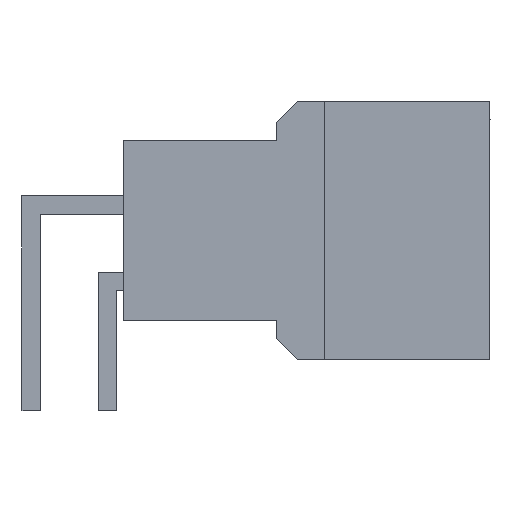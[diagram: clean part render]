
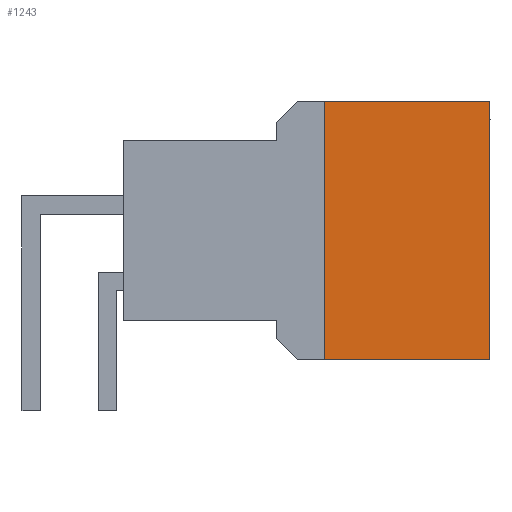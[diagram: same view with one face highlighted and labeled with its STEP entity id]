
A CAD part, left-side view. The second image highlights one B-rep face of the part: STEP entity #1243.
In plain terms, the highlighted planar face has unit normal (-1, 0, 0).
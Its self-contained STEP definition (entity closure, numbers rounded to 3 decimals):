
#236 = DIRECTION ( 'NONE',  ( 0., 1., 0. ) ) ;
#335 = DIRECTION ( 'NONE',  ( 0., -1., 0. ) ) ;
#369 = VECTOR ( 'NONE', #12973, 1000. ) ;
#436 = EDGE_CURVE ( 'NONE', #3813, #12536, #13193, .T. ) ;
#1128 = DIRECTION ( 'NONE',  ( 1., 0., 0. ) ) ;
#1243 = ADVANCED_FACE ( 'NONE', ( #16481 ), #23766, .F. ) ;
#1884 = ORIENTED_EDGE ( 'NONE', *, *, #22714, .F. ) ;
#2204 = EDGE_CURVE ( 'NONE', #9695, #11249, #3551, .T. ) ;
#2572 = CARTESIAN_POINT ( 'NONE',  ( -44., -6.1, -2.5 ) ) ;
#3438 = EDGE_CURVE ( 'NONE', #13730, #21507, #5543, .T. ) ;
#3451 = VERTEX_POINT ( 'NONE', #9251 ) ;
#3471 = VECTOR ( 'NONE', #13201, 1000. ) ;
#3551 = LINE ( 'NONE', #16433, #3471 ) ;
#3813 = VERTEX_POINT ( 'NONE', #15203 ) ;
#4442 = ORIENTED_EDGE ( 'NONE', *, *, #10782, .F. ) ;
#5380 = DIRECTION ( 'NONE',  ( 0., -1., 0. ) ) ;
#5543 = LINE ( 'NONE', #6947, #369 ) ;
#5667 = EDGE_CURVE ( 'NONE', #11249, #3451, #7910, .T. ) ;
#6947 = CARTESIAN_POINT ( 'NONE',  ( -44., -0.6, 4.3 ) ) ;
#6994 = ORIENTED_EDGE ( 'NONE', *, *, #436, .T. ) ;
#7048 = CARTESIAN_POINT ( 'NONE',  ( -44., 1.4, 1.312 ) ) ;
#7348 = EDGE_CURVE ( 'NONE', #9695, #3813, #18709, .T. ) ;
#7366 = LINE ( 'NONE', #12810, #9809 ) ;
#7910 = LINE ( 'NONE', #2572, #15230 ) ;
#8354 = VERTEX_POINT ( 'NONE', #7048 ) ;
#8819 = CARTESIAN_POINT ( 'NONE',  ( -44., -0.6, 4.3 ) ) ;
#8852 = VECTOR ( 'NONE', #11158, 1000. ) ;
#9251 = CARTESIAN_POINT ( 'NONE',  ( -44., 1.4, -2.5 ) ) ;
#9297 = CARTESIAN_POINT ( 'NONE',  ( -44., 0., -4.3 ) ) ;
#9481 = DIRECTION ( 'NONE',  ( 0., 0., 1. ) ) ;
#9582 = CARTESIAN_POINT ( 'NONE',  ( -44., -0.6, -4.3 ) ) ;
#9695 = VERTEX_POINT ( 'NONE', #9582 ) ;
#9735 = LINE ( 'NONE', #16938, #11915 ) ;
#9809 = VECTOR ( 'NONE', #24435, 1000. ) ;
#9815 = AXIS2_PLACEMENT_3D ( 'NONE', #18214, #1128, #20198 ) ;
#9817 = ORIENTED_EDGE ( 'NONE', *, *, #5667, .F. ) ;
#10782 = EDGE_CURVE ( 'NONE', #3451, #8354, #7366, .T. ) ;
#11081 = ORIENTED_EDGE ( 'NONE', *, *, #16739, .F. ) ;
#11158 = DIRECTION ( 'NONE',  ( 0., -1., 0. ) ) ;
#11193 = CARTESIAN_POINT ( 'NONE',  ( -44., -6.1, 1.312 ) ) ;
#11249 = VERTEX_POINT ( 'NONE', #16874 ) ;
#11915 = VECTOR ( 'NONE', #335, 1000. ) ;
#12536 = VERTEX_POINT ( 'NONE', #21674 ) ;
#12810 = CARTESIAN_POINT ( 'NONE',  ( -44., 1.4, 4.3 ) ) ;
#12973 = DIRECTION ( 'NONE',  ( 0., 0., 1. ) ) ;
#13193 = LINE ( 'NONE', #20754, #23998 ) ;
#13201 = DIRECTION ( 'NONE',  ( 0., 0., 1. ) ) ;
#13262 = ORIENTED_EDGE ( 'NONE', *, *, #3438, .F. ) ;
#13730 = VERTEX_POINT ( 'NONE', #20588 ) ;
#15203 = CARTESIAN_POINT ( 'NONE',  ( -44., -6.1, -4.3 ) ) ;
#15230 = VECTOR ( 'NONE', #236, 1000. ) ;
#16433 = CARTESIAN_POINT ( 'NONE',  ( -44., -0.6, 4.3 ) ) ;
#16481 = FACE_OUTER_BOUND ( 'NONE', #17063, .T. ) ;
#16739 = EDGE_CURVE ( 'NONE', #21507, #12536, #9735, .T. ) ;
#16874 = CARTESIAN_POINT ( 'NONE',  ( -44., -0.6, -2.5 ) ) ;
#16938 = CARTESIAN_POINT ( 'NONE',  ( -44., -6.1, 4.3 ) ) ;
#17063 = EDGE_LOOP ( 'NONE', ( #6994, #11081, #13262, #1884, #4442, #9817, #22535, #17819 ) ) ;
#17819 = ORIENTED_EDGE ( 'NONE', *, *, #7348, .T. ) ;
#18214 = CARTESIAN_POINT ( 'NONE',  ( -44., -6.1, 4.3 ) ) ;
#18709 = LINE ( 'NONE', #9297, #8852 ) ;
#19437 = VECTOR ( 'NONE', #5380, 1000. ) ;
#20198 = DIRECTION ( 'NONE',  ( 0., 0., -1. ) ) ;
#20588 = CARTESIAN_POINT ( 'NONE',  ( -44., -0.6, 1.312 ) ) ;
#20754 = CARTESIAN_POINT ( 'NONE',  ( -44., -6.1, -4.3 ) ) ;
#21507 = VERTEX_POINT ( 'NONE', #8819 ) ;
#21674 = CARTESIAN_POINT ( 'NONE',  ( -44., -6.1, 4.3 ) ) ;
#22332 = LINE ( 'NONE', #11193, #19437 ) ;
#22535 = ORIENTED_EDGE ( 'NONE', *, *, #2204, .F. ) ;
#22714 = EDGE_CURVE ( 'NONE', #8354, #13730, #22332, .T. ) ;
#23766 = PLANE ( 'NONE',  #9815 ) ;
#23998 = VECTOR ( 'NONE', #9481, 1000. ) ;
#24435 = DIRECTION ( 'NONE',  ( 0., 0., 1. ) ) ;
